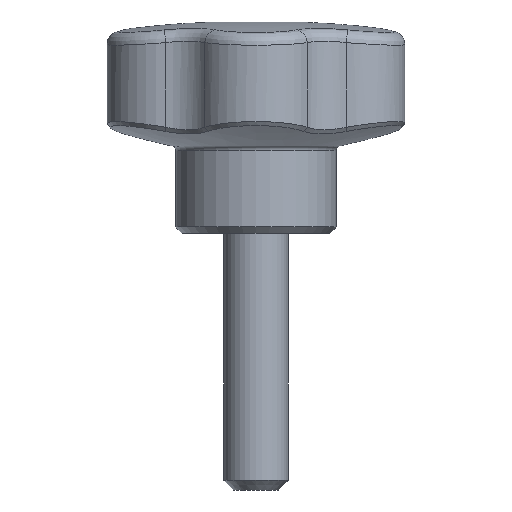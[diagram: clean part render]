
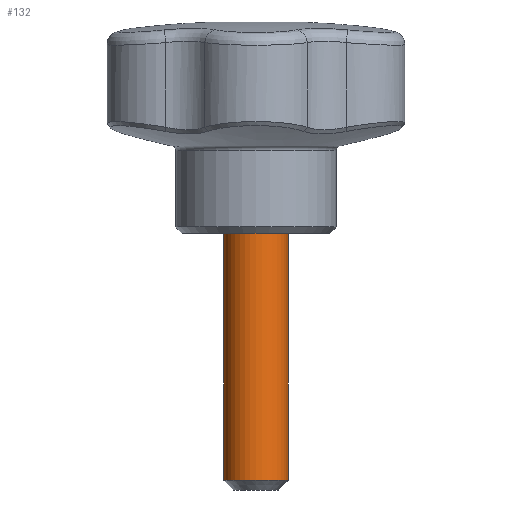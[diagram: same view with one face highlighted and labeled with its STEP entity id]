
A CAD part, front view. The second image highlights one B-rep face of the part: STEP entity #132.
In plain terms, the highlighted cylindrical face has radius 5 mm (diameter 10 mm), a full revolution.
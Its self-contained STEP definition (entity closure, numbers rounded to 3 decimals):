
#132 = ADVANCED_FACE( '', ( #298, #299 ), #300, .T. );
#298 = FACE_OUTER_BOUND( '', #1910, .T. );
#299 = FACE_OUTER_BOUND( '', #1911, .T. );
#300 = CYLINDRICAL_SURFACE( '', #1912, 5. );
#1910 = EDGE_LOOP( '', ( #3628 ) );
#1911 = EDGE_LOOP( '', ( #3629 ) );
#1912 = AXIS2_PLACEMENT_3D( '', #3630, #3631, #3632 );
#3628 = ORIENTED_EDGE( '', *, *, #3989, .T. );
#3629 = ORIENTED_EDGE( '', *, *, #3928, .F. );
#3630 = CARTESIAN_POINT( '', ( 0., 0., -40. ) );
#3631 = DIRECTION( '', ( 0., 0., -1. ) );
#3632 = DIRECTION( '', ( 0., 1., 0. ) );
#3928 = EDGE_CURVE( '', #4160, #4160, #4161, .T. );
#3989 = EDGE_CURVE( '', #4252, #4252, #4253, .T. );
#4160 = VERTEX_POINT( '', #4826 );
#4161 = CIRCLE( '', #4827, 5. );
#4252 = VERTEX_POINT( '', #5831 );
#4253 = CIRCLE( '', #5832, 5. );
#4826 = CARTESIAN_POINT( '', ( 0., -5., 0. ) );
#4827 = AXIS2_PLACEMENT_3D( '', #6710, #6711, #6712 );
#5831 = CARTESIAN_POINT( '', ( 0., 5., -38.5 ) );
#5832 = AXIS2_PLACEMENT_3D( '', #6751, #6752, #6753 );
#6710 = CARTESIAN_POINT( '', ( 0., 0., 0. ) );
#6711 = DIRECTION( '', ( 0., 0., 1. ) );
#6712 = DIRECTION( '', ( 0., -1., 0. ) );
#6751 = CARTESIAN_POINT( '', ( 0., 0., -38.5 ) );
#6752 = DIRECTION( '', ( 0., 0., 1. ) );
#6753 = DIRECTION( '', ( 0., 1., 0. ) );
